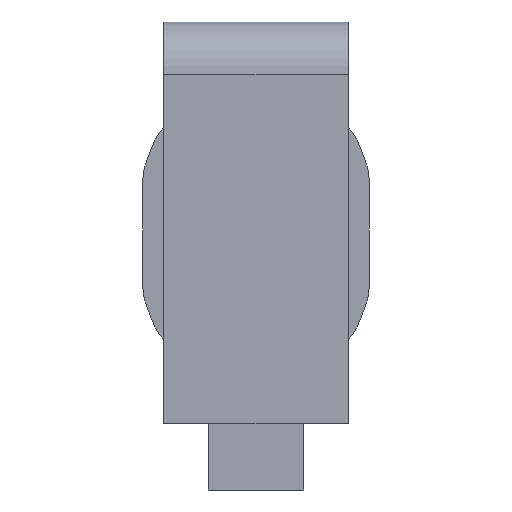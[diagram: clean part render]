
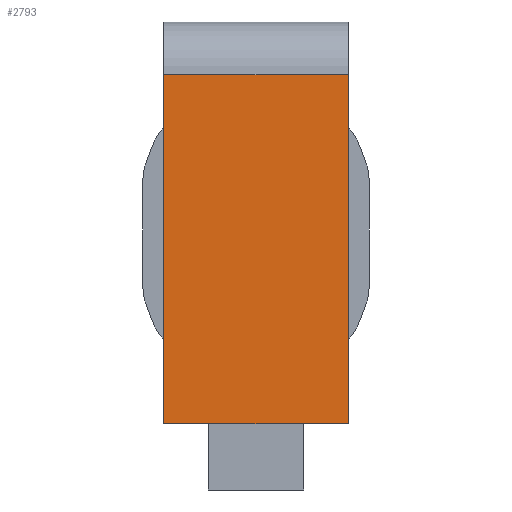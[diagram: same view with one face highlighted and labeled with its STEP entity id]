
A CAD part, front view. The second image highlights one B-rep face of the part: STEP entity #2793.
In plain terms, the highlighted planar face has unit normal (0, -1, 0).
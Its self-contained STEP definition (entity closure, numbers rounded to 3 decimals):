
#242 = VECTOR ( 'NONE', #4591, 1000. ) ;
#587 = PLANE ( 'NONE',  #1571 ) ;
#1275 = CARTESIAN_POINT ( 'NONE',  ( -8.7, 0., 0. ) ) ;
#1288 = VECTOR ( 'NONE', #1698, 1000. ) ;
#1302 = VERTEX_POINT ( 'NONE', #1275 ) ;
#1571 = AXIS2_PLACEMENT_3D ( 'NONE', #14066, #1591, #15090 ) ;
#1591 = DIRECTION ( 'NONE',  ( 0., 1., 0. ) ) ;
#1698 = DIRECTION ( 'NONE',  ( 0., 0., -1. ) ) ;
#1787 = VERTEX_POINT ( 'NONE', #12931 ) ;
#1868 = DIRECTION ( 'NONE',  ( 0., 0., -1. ) ) ;
#2525 = ORIENTED_EDGE ( 'NONE', *, *, #11458, .T. ) ;
#2793 = ADVANCED_FACE ( 'NONE', ( #12392 ), #587, .F. ) ;
#3232 = EDGE_CURVE ( 'NONE', #4586, #11951, #3390, .T. ) ;
#3237 = LINE ( 'NONE', #12803, #1288 ) ;
#3390 = LINE ( 'NONE', #10443, #13363 ) ;
#3528 = LINE ( 'NONE', #8510, #242 ) ;
#3861 = CARTESIAN_POINT ( 'NONE',  ( 8.7, 0., 0. ) ) ;
#3952 = DIRECTION ( 'NONE',  ( -1., 0., 0. ) ) ;
#3976 = ORIENTED_EDGE ( 'NONE', *, *, #3232, .F. ) ;
#4528 = LINE ( 'NONE', #10134, #14720 ) ;
#4586 = VERTEX_POINT ( 'NONE', #12928 ) ;
#4591 = DIRECTION ( 'NONE',  ( -1., 0., 0. ) ) ;
#4916 = EDGE_CURVE ( 'NONE', #11951, #1302, #4528, .T. ) ;
#6852 = ORIENTED_EDGE ( 'NONE', *, *, #15819, .T. ) ;
#8510 = CARTESIAN_POINT ( 'NONE',  ( 8.7, 0., 33.025 ) ) ;
#10134 = CARTESIAN_POINT ( 'NONE',  ( 8.7, 0., 0. ) ) ;
#10443 = CARTESIAN_POINT ( 'NONE',  ( 8.7, 0., 0. ) ) ;
#11458 = EDGE_CURVE ( 'NONE', #1787, #1302, #3237, .T. ) ;
#11951 = VERTEX_POINT ( 'NONE', #3861 ) ;
#12392 = FACE_OUTER_BOUND ( 'NONE', #14936, .T. ) ;
#12803 = CARTESIAN_POINT ( 'NONE',  ( -8.7, 0., 0. ) ) ;
#12928 = CARTESIAN_POINT ( 'NONE',  ( 8.7, 0., 33.025 ) ) ;
#12931 = CARTESIAN_POINT ( 'NONE',  ( -8.7, 0., 33.025 ) ) ;
#13363 = VECTOR ( 'NONE', #1868, 1000. ) ;
#13683 = ORIENTED_EDGE ( 'NONE', *, *, #4916, .F. ) ;
#14066 = CARTESIAN_POINT ( 'NONE',  ( 8.7, 0., 0. ) ) ;
#14720 = VECTOR ( 'NONE', #3952, 1000. ) ;
#14936 = EDGE_LOOP ( 'NONE', ( #3976, #6852, #2525, #13683 ) ) ;
#15090 = DIRECTION ( 'NONE',  ( 0., 0., 1. ) ) ;
#15819 = EDGE_CURVE ( 'NONE', #4586, #1787, #3528, .T. ) ;
